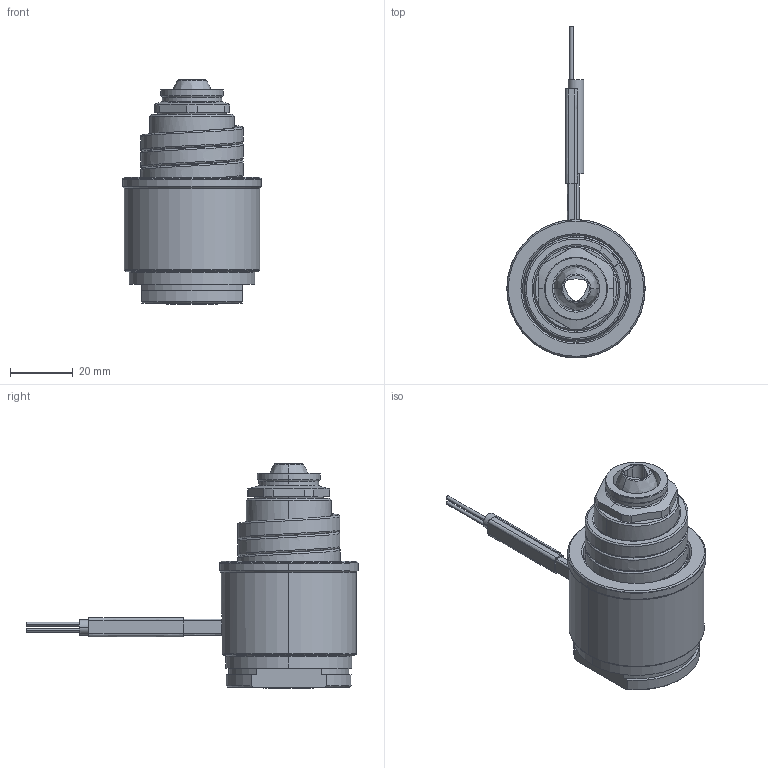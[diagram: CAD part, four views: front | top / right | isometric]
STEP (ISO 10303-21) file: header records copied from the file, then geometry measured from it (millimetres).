
FILE_DESCRIPTION((''),'2;1');
FILE_NAME('EL-76-CEG','2014-03-04T',('Íàòàëüÿ'),('IMID'),'PRO/ENGINEER BY PARAMETRIC TECHNOLOGY CORPORATION, 2010180','PRO/ENGINEER BY PARAMETRIC TECHNOLOGY CORPORATION, 2010180','');
FILE_SCHEMA(('CONFIG_CONTROL_DESIGN'));
Length unit declared in the file: millimetre
Products named in the file (1): EL-76-CEG
Bounding box: 44 x 105.5 x 71.3 mm (x, y, z)
Volume: 65702.6 mm3; surface area: 28558.3 mm2
Topology: 1 solids, 8 shells, 314 faces, 765 edges, 457 vertices
Faces by surface type: cylinder 108, cone 56, plane 53, bspline 51, torus 29, revolution 9, extrusion 8
Entity records: 16346 total; most frequent: CARTESIAN_POINT 9274, ORIENTED_EDGE 1490, DIRECTION 1402, EDGE_CURVE 757, AXIS2_PLACEMENT_3D 560, VERTEX_POINT 457, EDGE_LOOP 338, FACE_OUTER_BOUND 314
